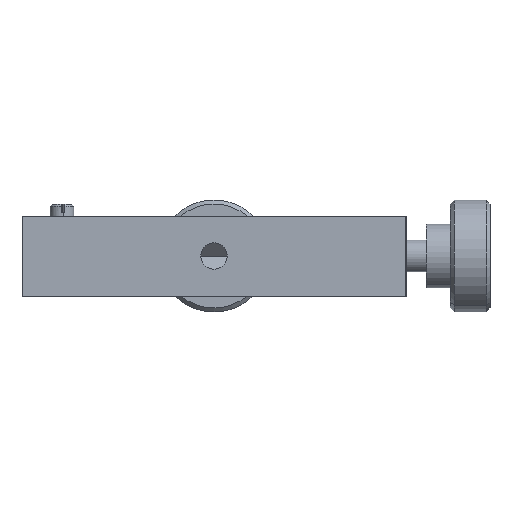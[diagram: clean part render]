
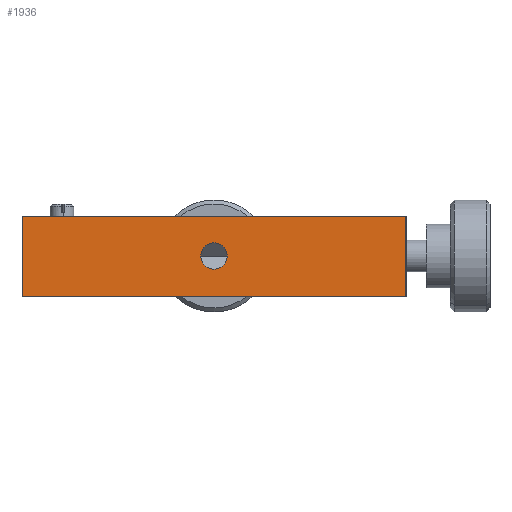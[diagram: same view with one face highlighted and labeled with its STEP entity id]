
A CAD part, front view. The second image highlights one B-rep face of the part: STEP entity #1936.
In plain terms, the highlighted planar face has unit normal (0, -1, 0).
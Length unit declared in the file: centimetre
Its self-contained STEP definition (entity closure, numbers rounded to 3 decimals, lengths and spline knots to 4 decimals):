
#4 = CARTESIAN_POINT ( 'NONE',  ( -2.0897, -0.6894, -0.5 ) ) ;
#20 = DIRECTION ( 'NONE',  ( 1., 0., 0. ) ) ;
#21 = VECTOR ( 'NONE', #20, 100. ) ;
#22 = LINE ( 'NONE', #4, #21 ) ;
#41 = CARTESIAN_POINT ( 'NONE',  ( 0.3103, -0.6894, 0. ) ) ;
#106 = FACE_BOUND ( 'NONE', #1927, .T. ) ;
#113 = DIRECTION ( 'NONE',  ( 0., 0., 1. ) ) ;
#117 = FACE_OUTER_BOUND ( 'NONE', #1935, .T. ) ;
#118 = DIRECTION ( 'NONE',  ( 0., 0., -1. ) ) ;
#126 = DIRECTION ( 'NONE',  ( 0., 1., 0. ) ) ;
#133 = DIRECTION ( 'NONE',  ( 0., 0., -1. ) ) ;
#136 = VECTOR ( 'NONE', #133, 100. ) ;
#137 = CARTESIAN_POINT ( 'NONE',  ( 2.7103, -0.6894, 0.5 ) ) ;
#138 = LINE ( 'NONE', #137, #136 ) ;
#149 = AXIS2_PLACEMENT_3D ( 'NONE', #41, #126, #113 ) ;
#150 = CIRCLE ( 'NONE', #149, 0.165 ) ;
#158 = CARTESIAN_POINT ( 'NONE',  ( 2.7103, -0.6894, -0.5 ) ) ;
#188 = AXIS2_PLACEMENT_3D ( 'NONE', #203, #206, #189 ) ;
#189 = DIRECTION ( 'NONE',  ( 0., 0., 1. ) ) ;
#192 = PLANE ( 'NONE',  #188 ) ;
#194 = LINE ( 'NONE', #196, #195 ) ;
#195 = VECTOR ( 'NONE', #118, 100. ) ;
#196 = CARTESIAN_POINT ( 'NONE',  ( -2.0897, -0.6894, 0.5 ) ) ;
#203 = CARTESIAN_POINT ( 'NONE',  ( -2.0897, -0.6894, 0.5 ) ) ;
#204 = CARTESIAN_POINT ( 'NONE',  ( 2.7103, -0.6894, 0.5 ) ) ;
#205 = CARTESIAN_POINT ( 'NONE',  ( -2.0897, -0.6894, -0.5 ) ) ;
#206 = DIRECTION ( 'NONE',  ( 0., 1., 0. ) ) ;
#214 = CARTESIAN_POINT ( 'NONE',  ( -2.0897, -0.6894, 0.5 ) ) ;
#1732 = ORIENTED_EDGE ( 'NONE', *, *, #1835, .F. ) ;
#1733 = EDGE_CURVE ( 'NONE', #1944, #1941, #2867, .T. ) ;
#1750 = ORIENTED_EDGE ( 'NONE', *, *, #1948, .T. ) ;
#1774 = CARTESIAN_POINT ( 'NONE',  ( 0.3103, -0.6894, 0.165 ) ) ;
#1811 = CARTESIAN_POINT ( 'NONE',  ( 0.3103, -0.6894, -0.165 ) ) ;
#1812 = DIRECTION ( 'NONE',  ( 0., 0., 1. ) ) ;
#1813 = DIRECTION ( 'NONE',  ( 0., 1., 0. ) ) ;
#1814 = CARTESIAN_POINT ( 'NONE',  ( 0.3103, -0.6894, 0. ) ) ;
#1819 = AXIS2_PLACEMENT_3D ( 'NONE', #1814, #1813, #1812 ) ;
#1833 = CIRCLE ( 'NONE', #1819, 0.165 ) ;
#1835 = EDGE_CURVE ( 'NONE', #1941, #1932, #138, .T. ) ;
#1838 = EDGE_CURVE ( 'NONE', #1945, #1932, #22, .T. ) ;
#1839 = ORIENTED_EDGE ( 'NONE', *, *, #1733, .F. ) ;
#1927 = EDGE_LOOP ( 'NONE', ( #1947, #1937 ) ) ;
#1928 = EDGE_CURVE ( 'NONE', #1994, #2013, #150, .T. ) ;
#1932 = VERTEX_POINT ( 'NONE', #158 ) ;
#1935 = EDGE_LOOP ( 'NONE', ( #2026, #1732, #1839, #1750 ) ) ;
#1936 = ADVANCED_FACE ( 'NONE', ( #106, #117 ), #192, .F. ) ;
#1937 = ORIENTED_EDGE ( 'NONE', *, *, #2012, .T. ) ;
#1941 = VERTEX_POINT ( 'NONE', #204 ) ;
#1944 = VERTEX_POINT ( 'NONE', #214 ) ;
#1945 = VERTEX_POINT ( 'NONE', #205 ) ;
#1947 = ORIENTED_EDGE ( 'NONE', *, *, #1928, .T. ) ;
#1948 = EDGE_CURVE ( 'NONE', #1944, #1945, #194, .T. ) ;
#1994 = VERTEX_POINT ( 'NONE', #1774 ) ;
#2012 = EDGE_CURVE ( 'NONE', #2013, #1994, #1833, .T. ) ;
#2013 = VERTEX_POINT ( 'NONE', #1811 ) ;
#2026 = ORIENTED_EDGE ( 'NONE', *, *, #1838, .T. ) ;
#2864 = DIRECTION ( 'NONE',  ( 1., 0., 0. ) ) ;
#2865 = VECTOR ( 'NONE', #2864, 100. ) ;
#2866 = CARTESIAN_POINT ( 'NONE',  ( -2.0897, -0.6894, 0.5 ) ) ;
#2867 = LINE ( 'NONE', #2866, #2865 ) ;
